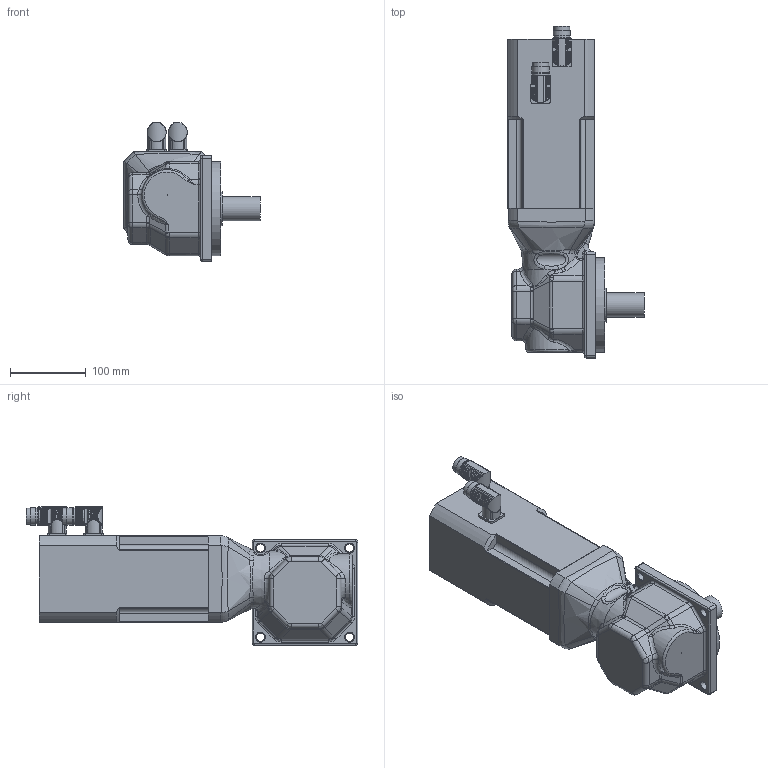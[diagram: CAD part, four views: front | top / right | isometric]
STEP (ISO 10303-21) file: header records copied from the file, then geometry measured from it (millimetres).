
FILE_DESCRIPTION(/* description */ (''),/* implementation_level */ '2;1');
FILE_NAME(/* name */ 'KSG41012Q_MF_R4_DED90',/* time_stamp */ '2009-02-11T14:21:46+01:00',/* author */ (''),/* organization */ (''),/* preprocessor_version */ 'ST-DEVELOPER v8',/* originating_system */ 'UNIGRAPHICS SOLUTIONS - UNIGRAPHICS 18.0',/* authorisation */ '');
FILE_SCHEMA (('AUTOMOTIVE_DESIGN { 1 2 10303 214 0 1 1 1 }'));
Length unit declared in the file: millimetre
Products named in the file (3): Getrieberumpf_SG410Q_0; Winkelflanschdose_0; KSG4104Q_MF_R4_DED90_0
Assembly tree (3 placements, depth 2):
  KSG4104Q_MF_R4_DED90_0
    Winkelflanschdose_0  x2
    Getrieberumpf_SG410Q_0
Bounding box: 180.5 x 439.15 x 183.99 mm (x, y, z)
Volume: 3826763.7 mm3; surface area: 344229.5 mm2
Topology: 4 solids, 12 shells, 1026 faces, 2605 edges, 1580 vertices
Faces by surface type: cylinder 524, bspline 174, plane 167, torus 72, cone 45, sphere 44
Full cylindrical faces by diameter (mm): 0.092 x1, 5 x8, 6.8 x4, 11 x4, 16 x2, 20 x3, 21 x2, 21.5 x2, 23 x4, 32 x1, 45 x1, 46 x1, 50 x1, 52 x3, 52.001 x2, 53.5 x1, 56 x1, 62 x2, 62.001 x1, 100 x1, 106 x1, 111 x1, 125 x1
Entity records: 35167 total; most frequent: CARTESIAN_POINT 16724, ORIENTED_EDGE 3904, DIRECTION 3654, EDGE_CURVE 1952, AXIS2_PLACEMENT_3D 1545, VERTEX_POINT 1226, EDGE_LOOP 974, ADVANCED_FACE 862
